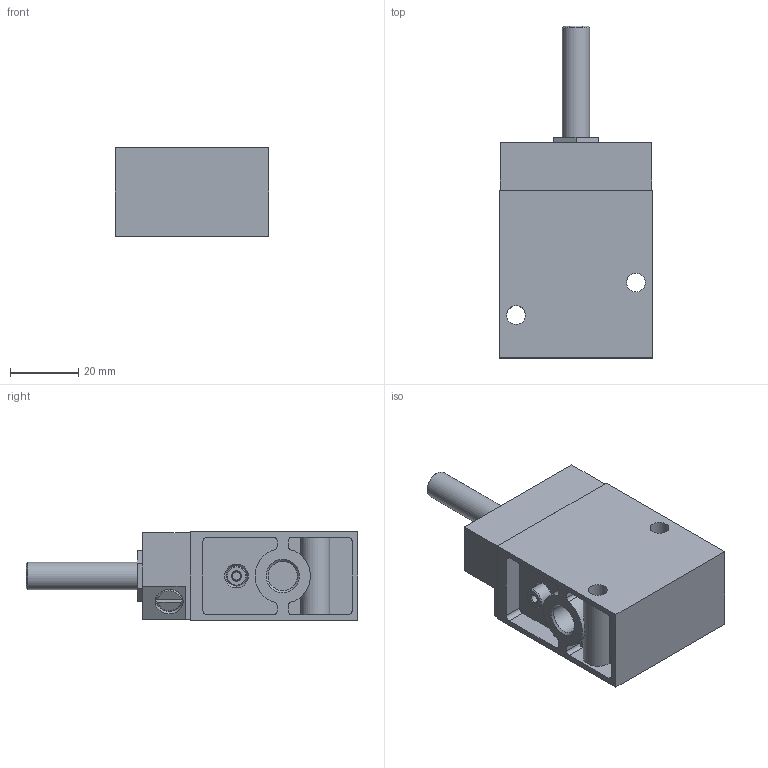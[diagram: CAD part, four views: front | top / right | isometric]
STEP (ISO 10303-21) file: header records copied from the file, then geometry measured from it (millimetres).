
FILE_DESCRIPTION(/* description */ ('STEP AP214'),/* implementation_level */ '2;1');
FILE_NAME(/* name */ '535903_MOFH-3-1_8-EX',/* time_stamp */ '2024-09-06T19:18:44+02:00',/* author */ ('License CC BY-ND 4.0'),/* organization */ ('CADENAS'),/* preprocessor_version */ 'ST-DEVELOPER v19.3',/* originating_system */ 'PARTsolutions',/* authorisation */ ' ');
FILE_SCHEMA (('AUTOMOTIVE_DESIGN {1 0 10303 214 3 1 1}'));
Length unit declared in the file: millimetre
Products named in the file (1): 535903 MOFH-3-1/8-EX
Bounding box: 45 x 97 x 26 mm (x, y, z)
Volume: 66096.9 mm3; surface area: 15820.8 mm2
Topology: 1 solids, 1 shells, 176 faces, 445 edges, 290 vertices
Faces by surface type: plane 84, cylinder 64, cone 26, torus 2
Full cylindrical faces by diameter (mm): 2.459 x1, 4.134 x1, 5.5 x2, 5.8 x1, 5.9 x1, 7 x2, 7.4 x2, 7.48 x1, 8 x1, 8.566 x3
Entity records: 5193 total; most frequent: CARTESIAN_POINT 1082, DIRECTION 832, ORIENTED_EDGE 816, EDGE_CURVE 408, AXIS2_PLACEMENT_3D 312, VERTEX_POINT 283, FACE_BOUND 229, EDGE_LOOP 228
